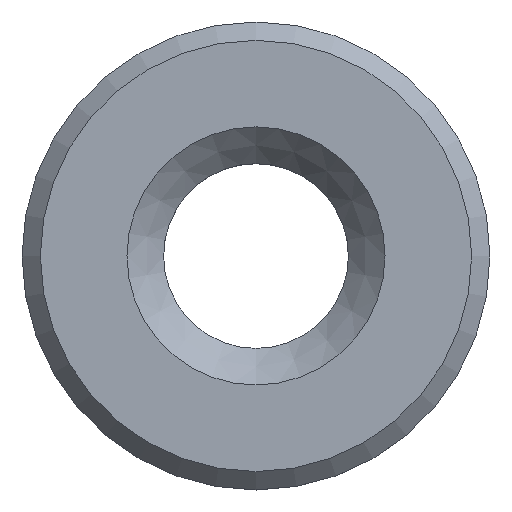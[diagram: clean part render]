
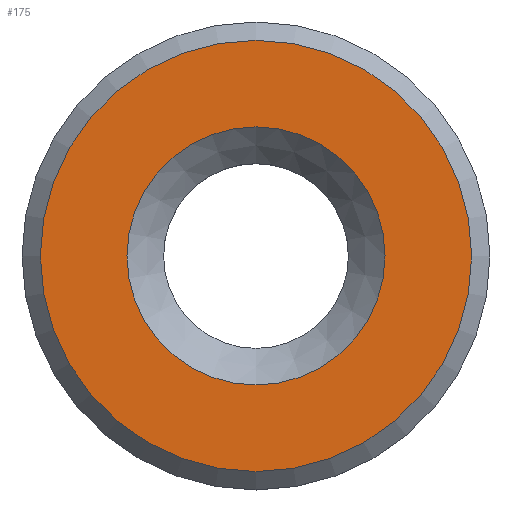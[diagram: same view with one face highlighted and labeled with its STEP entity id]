
A CAD part, top view. The second image highlights one B-rep face of the part: STEP entity #175.
In plain terms, the highlighted planar face has unit normal (0, 0, 1).
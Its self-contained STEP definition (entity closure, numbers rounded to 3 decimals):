
#26=ORIENTED_EDGE('',*,*,#44,.T.);
#27=ORIENTED_EDGE('',*,*,#45,.T.);
#44=EDGE_CURVE('',#53,#53,#62,.F.);
#45=EDGE_CURVE('',#54,#54,#63,.T.);
#53=VERTEX_POINT('',#248);
#54=VERTEX_POINT('',#250);
#62=CIRCLE('',#190,2.35);
#63=CIRCLE('',#191,1.407);
#71=EDGE_LOOP('',(#26));
#72=EDGE_LOOP('',(#27));
#89=FACE_BOUND('',#71,.T.);
#90=FACE_BOUND('',#72,.T.);
#107=PLANE('',#189);
#175=ADVANCED_FACE('',(#89,#90),#107,.F.);
#189=AXIS2_PLACEMENT_3D('',#246,#209,#210);
#190=AXIS2_PLACEMENT_3D('',#247,#211,#212);
#191=AXIS2_PLACEMENT_3D('',#249,#213,#214);
#209=DIRECTION('',(0.,0.,-1.));
#210=DIRECTION('',(-1.,0.,0.));
#211=DIRECTION('',(0.,0.,-1.));
#212=DIRECTION('',(-1.,0.,0.));
#213=DIRECTION('',(0.,0.,-1.));
#214=DIRECTION('',(0.,1.,0.));
#246=CARTESIAN_POINT('',(0.,0.,1.4));
#247=CARTESIAN_POINT('',(0.,0.,1.4));
#248=CARTESIAN_POINT('',(-2.35,0.,1.4));
#249=CARTESIAN_POINT('',(0.,0.,1.4));
#250=CARTESIAN_POINT('',(0.,1.407,1.4));
